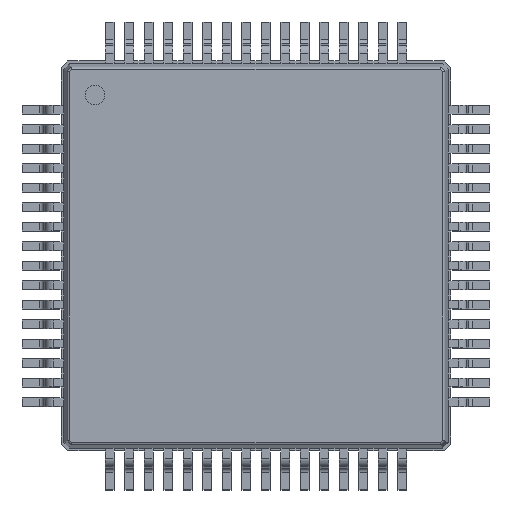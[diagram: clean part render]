
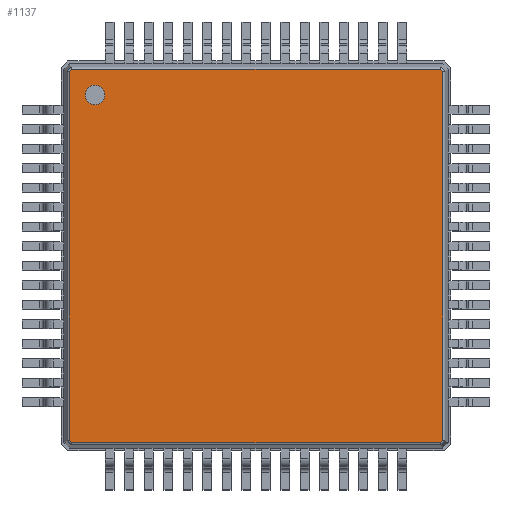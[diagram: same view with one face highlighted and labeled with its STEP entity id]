
A CAD part, top view. The second image highlights one B-rep face of the part: STEP entity #1137.
In plain terms, the highlighted planar face has unit normal (0, 0, 1).
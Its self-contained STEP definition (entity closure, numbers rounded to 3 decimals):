
#13=DIRECTION('',(0.,0.,1.));
#43=CARTESIAN_POINT('',(-4.74,4.829,1.1));
#209=VERTEX_POINT('',#210);
#210=CARTESIAN_POINT('',(-4.724,4.789,1.1));
#227=EDGE_CURVE('',#209,#228,#230,.T.);
#228=VERTEX_POINT('',#229);
#229=CARTESIAN_POINT('',(4.724,4.789,1.1));
#230=B_SPLINE_CURVE_WITH_KNOTS('',2,(#231,#232,#233,#234,#235),.UNSPECIFIED.,.F.,.F.,(3,1,1,3),(-0.505,-0.04,9.52,9.984),.UNSPECIFIED.);
#231=CARTESIAN_POINT('',(-5.244,4.789,1.1));
#232=CARTESIAN_POINT('',(-5.012,4.789,1.1));
#233=CARTESIAN_POINT('',(0.,4.789,1.1));
#234=CARTESIAN_POINT('',(5.012,4.789,1.1));
#235=CARTESIAN_POINT('',(5.244,4.789,1.1));
#882=DIRECTION('',(0.,-1.,0.));
#1069=EDGE_CURVE('',#228,#1070,#1072,.T.);
#1070=VERTEX_POINT('',#1071);
#1071=CARTESIAN_POINT('',(4.789,4.724,1.1));
#1072=B_SPLINE_CURVE_WITH_KNOTS('',2,(#1073,#1074,#1075,#1076,#1077),.UNSPECIFIED.,.F.,.F.,(3,1,1,3),(-0.218,-0.04,0.167,0.345),.UNSPECIFIED.);
#1073=CARTESIAN_POINT('',(4.557,4.955,1.1));
#1074=CARTESIAN_POINT('',(4.62,4.892,1.1));
#1075=CARTESIAN_POINT('',(4.756,4.756,1.1));
#1076=CARTESIAN_POINT('',(4.892,4.62,1.1));
#1077=CARTESIAN_POINT('',(4.955,4.557,1.1));
#1105=VERTEX_POINT('',#1106);
#1106=CARTESIAN_POINT('',(-4.789,4.724,1.1));
#1123=EDGE_CURVE('',#1105,#209,#1124,.T.);
#1124=B_SPLINE_CURVE_WITH_KNOTS('',2,(#1125,#1126,#1127,#1128,#1129),.UNSPECIFIED.,.F.,.F.,(3,1,1,3),(-0.218,-0.04,0.167,0.345),.UNSPECIFIED.);
#1125=CARTESIAN_POINT('',(-4.955,4.557,1.1));
#1126=CARTESIAN_POINT('',(-4.892,4.62,1.1));
#1127=CARTESIAN_POINT('',(-4.756,4.756,1.1));
#1128=CARTESIAN_POINT('',(-4.62,4.892,1.1));
#1129=CARTESIAN_POINT('',(-4.557,4.955,1.1));
#1137=ADVANCED_FACE('',(#1138,#1191),#1201,.T.);
#1138=FACE_BOUND('',#1139,.T.);
#1139=EDGE_LOOP('',(#1140,#1141,#1142,#1152,#1162,#1172,#1182,#1190));
#1140=ORIENTED_EDGE('',*,*,#227,.F.);
#1141=ORIENTED_EDGE('',*,*,#1123,.F.);
#1142=ORIENTED_EDGE('',*,*,#1143,.F.);
#1143=EDGE_CURVE('',#1144,#1105,#1146,.T.);
#1144=VERTEX_POINT('',#1145);
#1145=CARTESIAN_POINT('',(-4.789,-4.724,1.1));
#1146=B_SPLINE_CURVE_WITH_KNOTS('',2,(#1147,#1148,#1149,#1150,#1151),.UNSPECIFIED.,.F.,.F.,(3,1,1,3),(-0.505,-0.04,9.52,9.984),.UNSPECIFIED.);
#1147=CARTESIAN_POINT('',(-4.789,-5.244,1.1));
#1148=CARTESIAN_POINT('',(-4.789,-5.012,1.1));
#1149=CARTESIAN_POINT('',(-4.789,0.,1.1));
#1150=CARTESIAN_POINT('',(-4.789,5.012,1.1));
#1151=CARTESIAN_POINT('',(-4.789,5.244,1.1));
#1152=ORIENTED_EDGE('',*,*,#1153,.F.);
#1153=EDGE_CURVE('',#1154,#1144,#1156,.T.);
#1154=VERTEX_POINT('',#1155);
#1155=CARTESIAN_POINT('',(-4.724,-4.789,1.1));
#1156=B_SPLINE_CURVE_WITH_KNOTS('',2,(#1157,#1158,#1159,#1160,#1161),.UNSPECIFIED.,.F.,.F.,(3,1,1,3),(-0.218,-0.04,0.167,0.345),.UNSPECIFIED.);
#1157=CARTESIAN_POINT('',(-4.557,-4.955,1.1));
#1158=CARTESIAN_POINT('',(-4.62,-4.892,1.1));
#1159=CARTESIAN_POINT('',(-4.756,-4.756,1.1));
#1160=CARTESIAN_POINT('',(-4.892,-4.62,1.1));
#1161=CARTESIAN_POINT('',(-4.955,-4.557,1.1));
#1162=ORIENTED_EDGE('',*,*,#1163,.F.);
#1163=EDGE_CURVE('',#1164,#1154,#1166,.T.);
#1164=VERTEX_POINT('',#1165);
#1165=CARTESIAN_POINT('',(4.724,-4.789,1.1));
#1166=B_SPLINE_CURVE_WITH_KNOTS('',2,(#1167,#1168,#1169,#1170,#1171),.UNSPECIFIED.,.F.,.F.,(3,1,1,3),(-0.505,-0.04,9.52,9.984),.UNSPECIFIED.);
#1167=CARTESIAN_POINT('',(5.244,-4.789,1.1));
#1168=CARTESIAN_POINT('',(5.012,-4.789,1.1));
#1169=CARTESIAN_POINT('',(0.,-4.789,1.1));
#1170=CARTESIAN_POINT('',(-5.012,-4.789,1.1));
#1171=CARTESIAN_POINT('',(-5.244,-4.789,1.1));
#1172=ORIENTED_EDGE('',*,*,#1173,.F.);
#1173=EDGE_CURVE('',#1174,#1164,#1176,.T.);
#1174=VERTEX_POINT('',#1175);
#1175=CARTESIAN_POINT('',(4.789,-4.724,1.1));
#1176=B_SPLINE_CURVE_WITH_KNOTS('',2,(#1177,#1178,#1179,#1180,#1181),.UNSPECIFIED.,.F.,.F.,(3,1,1,3),(-0.218,-0.04,0.167,0.345),.UNSPECIFIED.);
#1177=CARTESIAN_POINT('',(4.955,-4.557,1.1));
#1178=CARTESIAN_POINT('',(4.892,-4.62,1.1));
#1179=CARTESIAN_POINT('',(4.756,-4.756,1.1));
#1180=CARTESIAN_POINT('',(4.62,-4.892,1.1));
#1181=CARTESIAN_POINT('',(4.557,-4.955,1.1));
#1182=ORIENTED_EDGE('',*,*,#1183,.F.);
#1183=EDGE_CURVE('',#1070,#1174,#1184,.T.);
#1184=B_SPLINE_CURVE_WITH_KNOTS('',2,(#1185,#1186,#1187,#1188,#1189),.UNSPECIFIED.,.F.,.F.,(3,1,1,3),(-0.505,-0.04,9.52,9.984),.UNSPECIFIED.);
#1185=CARTESIAN_POINT('',(4.789,5.244,1.1));
#1186=CARTESIAN_POINT('',(4.789,5.012,1.1));
#1187=CARTESIAN_POINT('',(4.789,0.,1.1));
#1188=CARTESIAN_POINT('',(4.789,-5.012,1.1));
#1189=CARTESIAN_POINT('',(4.789,-5.244,1.1));
#1190=ORIENTED_EDGE('',*,*,#1069,.F.);
#1191=FACE_BOUND('',#1192,.T.);
#1192=EDGE_LOOP('',(#1193));
#1193=ORIENTED_EDGE('',*,*,#1194,.T.);
#1194=EDGE_CURVE('',#1195,#1195,#1197,.T.);
#1195=VERTEX_POINT('',#1196);
#1196=CARTESIAN_POINT('',(-4.129,3.879,1.1));
#1197=CIRCLE('',#1198,0.25);
#1198=AXIS2_PLACEMENT_3D('',#1199,#1200,#882);
#1199=CARTESIAN_POINT('',(-4.129,4.129,1.1));
#1200=DIRECTION('',(0.,-0.,-1.));
#1201=PLANE('',#1202);
#1202=AXIS2_PLACEMENT_3D('',#43,#13,#1203);
#1203=DIRECTION('',(0.7,-0.714,0.));
